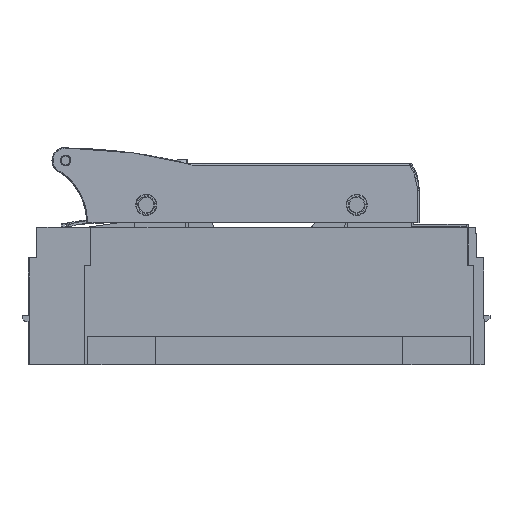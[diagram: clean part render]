
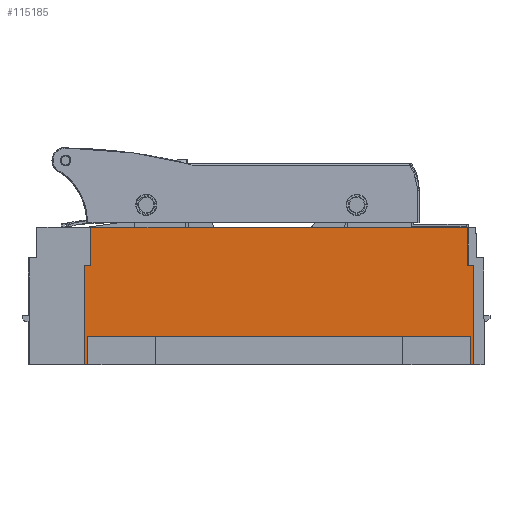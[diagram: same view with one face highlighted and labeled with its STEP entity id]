
A CAD part, front view. The second image highlights one B-rep face of the part: STEP entity #115185.
In plain terms, the highlighted face is planar.
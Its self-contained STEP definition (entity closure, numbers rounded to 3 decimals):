
#107237=DIRECTION('',(0.,0.,-1.));
#107238=VECTOR('',#107237,18.5);
#107239=CARTESIAN_POINT('',(125.5,124.75,18.5));
#107240=LINE('',#107239,#107238);
#107265=DIRECTION('',(1.,0.,0.));
#107266=VECTOR('',#107265,251.);
#107267=CARTESIAN_POINT('',(-125.5,124.75,18.5));
#107268=LINE('',#107267,#107266);
#107440=DIRECTION('',(1.,0.,0.));
#107441=VECTOR('',#107440,4.);
#107442=CARTESIAN_POINT('',(-127.5,124.75,65.));
#107443=LINE('',#107442,#107441);
#107447=DIRECTION('',(-1.,0.,0.));
#107448=VECTOR('',#107447,2.);
#107449=CARTESIAN_POINT('',(-125.5,124.75,0.));
#107450=LINE('',#107449,#107448);
#107454=DIRECTION('',(0.,0.,-1.));
#107455=VECTOR('',#107454,18.5);
#107456=CARTESIAN_POINT('',(-125.5,124.75,18.5));
#107457=LINE('',#107456,#107455);
#107461=DIRECTION('',(-1.,0.,0.));
#107462=VECTOR('',#107461,2.);
#107463=CARTESIAN_POINT('',(127.5,124.75,0.));
#107464=LINE('',#107463,#107462);
#107468=DIRECTION('',(0.,0.,-1.));
#107469=VECTOR('',#107468,65.);
#107470=CARTESIAN_POINT('',(127.5,124.75,65.));
#107471=LINE('',#107470,#107469);
#107475=DIRECTION('',(0.,0.,-1.));
#107476=VECTOR('',#107475,25.);
#107477=CARTESIAN_POINT('',(123.5,124.75,90.));
#107478=LINE('',#107477,#107476);
#107482=DIRECTION('',(-1.,0.,0.));
#107483=VECTOR('',#107482,247.);
#107484=CARTESIAN_POINT('',(123.5,124.75,90.));
#107485=LINE('',#107484,#107483);
#107503=DIRECTION('',(0.,0.,-1.));
#107504=VECTOR('',#107503,25.);
#107505=CARTESIAN_POINT('',(-123.5,124.75,90.));
#107506=LINE('',#107505,#107504);
#107713=DIRECTION('',(0.,0.,-1.));
#107714=VECTOR('',#107713,65.);
#107715=CARTESIAN_POINT('',(-127.5,124.75,65.));
#107716=LINE('',#107715,#107714);
#110053=DIRECTION('',(-1.,0.,0.));
#110054=VECTOR('',#110053,4.);
#110055=CARTESIAN_POINT('',(127.5,124.75,65.));
#110056=LINE('',#110055,#110054);
#111875=CARTESIAN_POINT('',(127.5,124.75,0.));
#111876=VERTEX_POINT('',#111875);
#111877=CARTESIAN_POINT('',(127.5,124.75,65.));
#111878=VERTEX_POINT('',#111877);
#112179=CARTESIAN_POINT('',(125.5,124.75,0.));
#112181=VERTEX_POINT('',#112179);
#112221=CARTESIAN_POINT('',(-127.5,124.75,0.));
#112222=VERTEX_POINT('',#112221);
#112223=CARTESIAN_POINT('',(-125.5,124.75,0.));
#112224=VERTEX_POINT('',#112223);
#112279=CARTESIAN_POINT('',(123.5,124.75,90.));
#112280=CARTESIAN_POINT('',(-123.5,124.75,90.));
#112281=VERTEX_POINT('',#112279);
#112282=VERTEX_POINT('',#112280);
#112283=CARTESIAN_POINT('',(123.5,124.75,65.));
#112284=VERTEX_POINT('',#112283);
#112285=CARTESIAN_POINT('',(125.5,124.75,18.5));
#112286=VERTEX_POINT('',#112285);
#112287=CARTESIAN_POINT('',(-125.5,124.75,18.5));
#112288=VERTEX_POINT('',#112287);
#112289=CARTESIAN_POINT('',(-127.5,124.75,65.));
#112290=VERTEX_POINT('',#112289);
#112291=CARTESIAN_POINT('',(-123.5,124.75,65.));
#112292=VERTEX_POINT('',#112291);
#115160=CARTESIAN_POINT('',(0.,124.75,0.));
#115161=DIRECTION('',(0.,1.,0.));
#115162=DIRECTION('',(0.,0.,1.));
#115163=AXIS2_PLACEMENT_3D('',#115160,#115161,#115162);
#115164=PLANE('',#115163);
#115166=ORIENTED_EDGE('',*,*,#115165,.T.);
#115168=ORIENTED_EDGE('',*,*,#115167,.T.);
#115170=ORIENTED_EDGE('',*,*,#115169,.F.);
#115172=ORIENTED_EDGE('',*,*,#115171,.T.);
#115173=ORIENTED_EDGE('',*,*,#114846,.F.);
#115174=ORIENTED_EDGE('',*,*,#115147,.F.);
#115175=ORIENTED_EDGE('',*,*,#114997,.T.);
#115176=ORIENTED_EDGE('',*,*,#114976,.T.);
#115177=ORIENTED_EDGE('',*,*,#114901,.F.);
#115178=ORIENTED_EDGE('',*,*,#113593,.F.);
#115180=ORIENTED_EDGE('',*,*,#115179,.T.);
#115182=ORIENTED_EDGE('',*,*,#115181,.F.);
#115183=EDGE_LOOP('',(#115166,#115168,#115170,#115172,#115173,#115174,#115175,
#115176,#115177,#115178,#115180,#115182));
#115184=FACE_OUTER_BOUND('',#115183,.F.);
#113593=EDGE_CURVE('',#111878,#111876,#107471,.T.);
#114846=EDGE_CURVE('',#112224,#112222,#107450,.T.);
#114901=EDGE_CURVE('',#111876,#112181,#107464,.T.);
#114976=EDGE_CURVE('',#112286,#112181,#107240,.T.);
#114997=EDGE_CURVE('',#112288,#112286,#107268,.T.);
#115147=EDGE_CURVE('',#112288,#112224,#107457,.T.);
#115165=EDGE_CURVE('',#112281,#112282,#107485,.T.);
#115167=EDGE_CURVE('',#112282,#112292,#107506,.T.);
#115169=EDGE_CURVE('',#112290,#112292,#107443,.T.);
#115171=EDGE_CURVE('',#112290,#112222,#107716,.T.);
#115179=EDGE_CURVE('',#111878,#112284,#110056,.T.);
#115181=EDGE_CURVE('',#112281,#112284,#107478,.T.);
#115185=ADVANCED_FACE('',(#115184),#115164,.T.);
